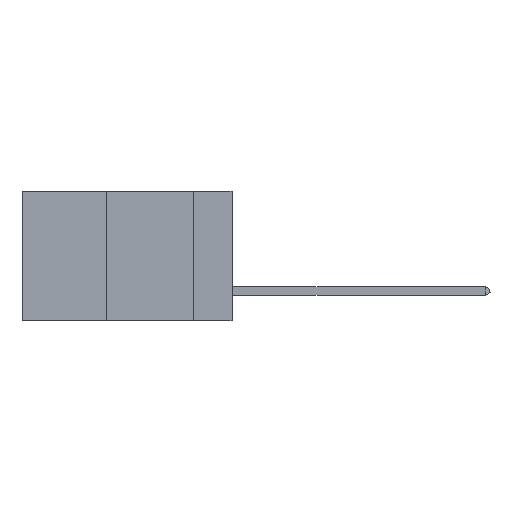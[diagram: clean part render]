
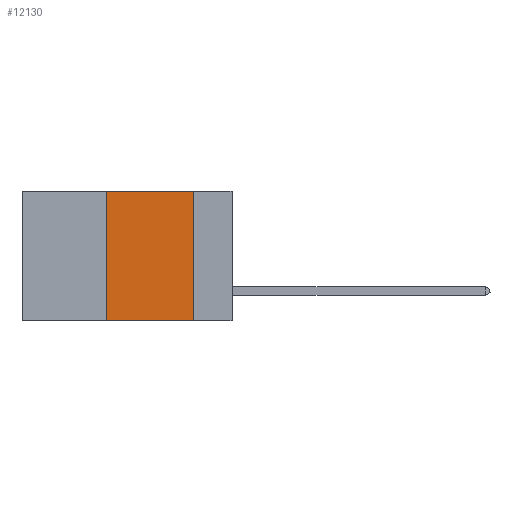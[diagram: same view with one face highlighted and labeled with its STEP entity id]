
A CAD part, left-side view. The second image highlights one B-rep face of the part: STEP entity #12130.
In plain terms, the highlighted planar face has unit normal (-1, 0, 0).
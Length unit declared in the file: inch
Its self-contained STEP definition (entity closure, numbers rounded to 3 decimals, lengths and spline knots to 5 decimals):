
#1505 = EDGE_CURVE ( 'NONE', #8604, #19527, #16026, .T. ) ;
#2405 = CARTESIAN_POINT ( 'NONE',  ( 0., 0.6, -0.37 ) ) ;
#3537 = CARTESIAN_POINT ( 'NONE',  ( 0., 0.11, -0.37 ) ) ;
#3833 = EDGE_LOOP ( 'NONE', ( #8743, #16618, #11777, #17946 ) ) ;
#5546 = DIRECTION ( 'NONE',  ( 0., 0., -1. ) ) ;
#5705 = DIRECTION ( 'NONE',  ( 0., 0., -1. ) ) ;
#7201 = PLANE ( 'NONE',  #12709 ) ;
#7909 = LINE ( 'NONE', #19453, #15599 ) ;
#8604 = VERTEX_POINT ( 'NONE', #18830 ) ;
#8732 = VECTOR ( 'NONE', #16466, 39.37008 ) ;
#8743 = ORIENTED_EDGE ( 'NONE', *, *, #11958, .F. ) ;
#10101 = VERTEX_POINT ( 'NONE', #19215 ) ;
#10200 = CARTESIAN_POINT ( 'NONE',  ( 0., 0.11, 0. ) ) ;
#11777 = ORIENTED_EDGE ( 'NONE', *, *, #15501, .F. ) ;
#11958 = EDGE_CURVE ( 'NONE', #18024, #19527, #12601, .T. ) ;
#12130 = ADVANCED_FACE ( 'NONE', ( #19588 ), #7201, .F. ) ;
#12601 = LINE ( 'NONE', #10200, #19840 ) ;
#12709 = AXIS2_PLACEMENT_3D ( 'NONE', #14928, #19409, #5705 ) ;
#14928 = CARTESIAN_POINT ( 'NONE',  ( 0., 0.6, 0. ) ) ;
#15218 = LINE ( 'NONE', #18107, #8732 ) ;
#15501 = EDGE_CURVE ( 'NONE', #8604, #10101, #7909, .T. ) ;
#15599 = VECTOR ( 'NONE', #18102, 39.37008 ) ;
#16026 = LINE ( 'NONE', #2405, #16530 ) ;
#16466 = DIRECTION ( 'NONE',  ( 0., -1., 0. ) ) ;
#16530 = VECTOR ( 'NONE', #19460, 39.37008 ) ;
#16618 = ORIENTED_EDGE ( 'NONE', *, *, #17668, .F. ) ;
#17468 = CARTESIAN_POINT ( 'NONE',  ( 0., 0.11, 0. ) ) ;
#17668 = EDGE_CURVE ( 'NONE', #10101, #18024, #15218, .T. ) ;
#17946 = ORIENTED_EDGE ( 'NONE', *, *, #1505, .T. ) ;
#18024 = VERTEX_POINT ( 'NONE', #17468 ) ;
#18102 = DIRECTION ( 'NONE',  ( 0., 0., 1. ) ) ;
#18107 = CARTESIAN_POINT ( 'NONE',  ( 0., 0.6, 0. ) ) ;
#18830 = CARTESIAN_POINT ( 'NONE',  ( 0., 0.36, -0.37 ) ) ;
#19215 = CARTESIAN_POINT ( 'NONE',  ( 0., 0.36, 0. ) ) ;
#19409 = DIRECTION ( 'NONE',  ( 1., 0., 0. ) ) ;
#19453 = CARTESIAN_POINT ( 'NONE',  ( 0., 0.36, 0. ) ) ;
#19460 = DIRECTION ( 'NONE',  ( 0., -1., 0. ) ) ;
#19527 = VERTEX_POINT ( 'NONE', #3537 ) ;
#19588 = FACE_OUTER_BOUND ( 'NONE', #3833, .T. ) ;
#19840 = VECTOR ( 'NONE', #5546, 39.37008 ) ;
